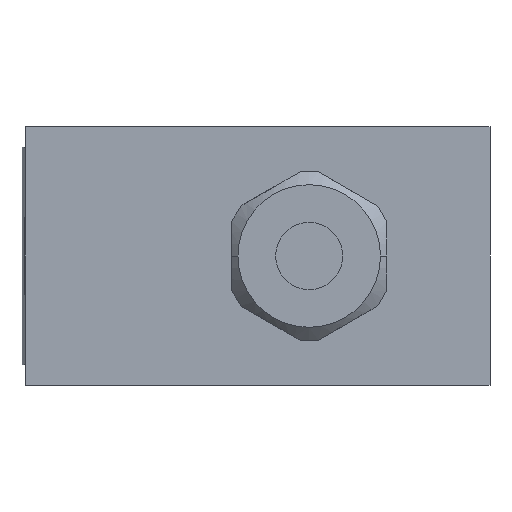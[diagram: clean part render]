
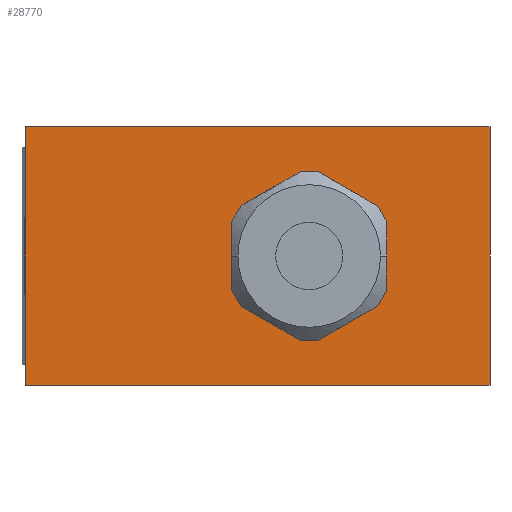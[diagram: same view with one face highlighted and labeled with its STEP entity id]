
A CAD part, front view. The second image highlights one B-rep face of the part: STEP entity #28770.
In plain terms, the highlighted planar face has unit normal (0, -1, 0).
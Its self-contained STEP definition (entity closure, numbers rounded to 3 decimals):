
#8510=CARTESIAN_POINT('',(-1.,-4.5,25.));
#8520=VERTEX_POINT('',#8510);
#8570=CARTESIAN_POINT('',(-1.,-4.5,0.));
#8580=DIRECTION('',(0.,0.,-1.));
#8590=VECTOR('',#8580,1.);
#8600=LINE('',#8570,#8590);
#8610=CARTESIAN_POINT('',(-1.,-4.5,0.));
#8620=VERTEX_POINT('',#8610);
#8630=EDGE_CURVE('',#8520,#8620,#8600,.T.);
#10310=CARTESIAN_POINT('',(44.,-4.5,25.));
#10320=VERTEX_POINT('',#10310);
#10490=CARTESIAN_POINT('',(44.,-4.5,0.));
#10500=VERTEX_POINT('',#10490);
#10530=CARTESIAN_POINT('',(44.,-4.5,0.));
#10540=DIRECTION('',(0.,0.,-1.));
#10550=VECTOR('',#10540,1.);
#10560=LINE('',#10530,#10550);
#10570=EDGE_CURVE('',#10320,#10500,#10560,.T.);
#11000=CARTESIAN_POINT('',(0.,-4.5,0.));
#11010=DIRECTION('',(1.,0.,0.));
#11020=VECTOR('',#11010,1.);
#11030=LINE('',#11000,#11020);
#11040=EDGE_CURVE('',#8620,#10500,#11030,.T.);
#11940=CARTESIAN_POINT('',(0.,-4.5,25.));
#11950=DIRECTION('',(-1.,0.,0.));
#11960=VECTOR('',#11950,1.);
#11970=LINE('',#11940,#11960);
#11980=EDGE_CURVE('',#10320,#8520,#11970,.T.);
#28510=CARTESIAN_POINT('',(31.55,-4.5,12.5));
#28520=DIRECTION('',(0.,1.,0.));
#28530=DIRECTION('',(0.,0.,-1.));
#28540=AXIS2_PLACEMENT_3D('',#28510,#28520,#28530);
#28550=PLANE('',#28540);
#28560=CARTESIAN_POINT('',(26.5,-4.5,12.5));
#28570=DIRECTION('',(0.,1.,0.));
#28580=DIRECTION('',(-1.,0.,0.));
#28590=AXIS2_PLACEMENT_3D('',#28560,#28570,#28580);
#28600=CIRCLE('',#28590,6.25);
#28610=CARTESIAN_POINT('',(20.25,-4.5,12.5));
#28620=VERTEX_POINT('',#28610);
#28630=CARTESIAN_POINT('',(32.75,-4.5,12.5));
#28640=VERTEX_POINT('',#28630);
#28650=EDGE_CURVE('',#28620,#28640,#28600,.T.);
#28660=ORIENTED_EDGE('',*,*,#28650,.T.);
#28670=EDGE_CURVE('',#28640,#28620,#28600,.T.);
#28680=ORIENTED_EDGE('',*,*,#28670,.T.);
#28690=EDGE_LOOP('',(#28680,#28660));
#28700=FACE_BOUND('',#28690,.T.);
#28710=ORIENTED_EDGE('',*,*,#11980,.T.);
#28720=ORIENTED_EDGE('',*,*,#10570,.F.);
#28730=ORIENTED_EDGE('',*,*,#11040,.T.);
#28740=ORIENTED_EDGE('',*,*,#8630,.T.);
#28750=EDGE_LOOP('',(#28740,#28730,#28720,#28710));
#28760=FACE_OUTER_BOUND('',#28750,.T.);
#28770=ADVANCED_FACE('',(#28700,#28760),#28550,.F.);
